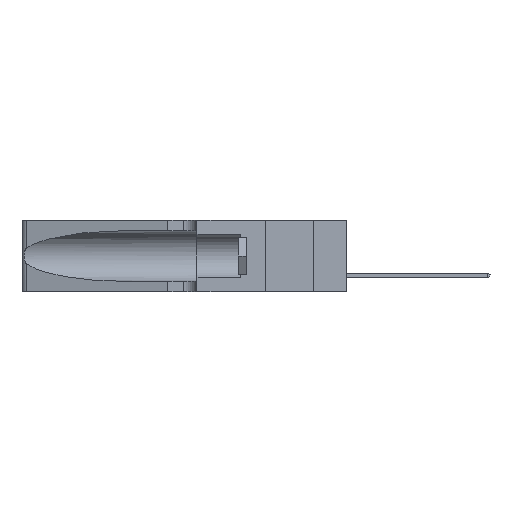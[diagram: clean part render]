
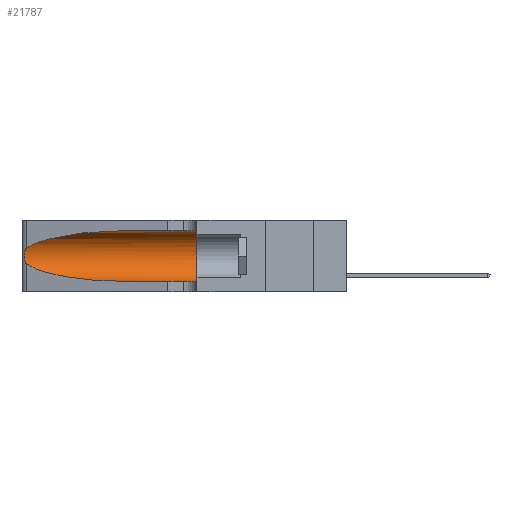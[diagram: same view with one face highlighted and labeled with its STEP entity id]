
A CAD part, left-side view. The second image highlights one B-rep face of the part: STEP entity #21787.
In plain terms, the highlighted cylindrical face has radius 3.308 mm (diameter 6.617 mm), a partial arc.
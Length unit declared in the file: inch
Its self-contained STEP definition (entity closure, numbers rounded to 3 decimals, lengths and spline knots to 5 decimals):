
#98 = FACE_OUTER_BOUND ( 'NONE', #17947, .T. ) ;
#177 = CARTESIAN_POINT ( 'NONE',  ( 0.25487, 1.22718, 0.14631 ) ) ;
#1247 = DIRECTION ( 'NONE',  ( 0., -1., 0. ) ) ;
#1692 = ORIENTED_EDGE ( 'NONE', *, *, #3823, .F. ) ;
#1728 = B_SPLINE_CURVE_WITH_KNOTS ( 'NONE', 3,
 ( #5684, #12852, #9111, #2136, #16429, #7257, #12545, #18214, #21443, #10747, #1895, #7572, #3943, #8956 ),
 .UNSPECIFIED., .F., .F.,
 ( 4, 2, 2, 2, 2, 2, 4 ),
 ( 0., 0.00027, 0.00053, 0.00107, 0.0016, 0.00187, 0.00214 ),
 .UNSPECIFIED. ) ;
#1895 = CARTESIAN_POINT ( 'NONE',  ( 0.25789, 1.23486, 0.15765 ) ) ;
#2136 = CARTESIAN_POINT ( 'NONE',  ( 0.25787, 1.23484, 0.2124 ) ) ;
#2250 = CARTESIAN_POINT ( 'NONE',  ( 0.1305, 0.35, 0.05475 ) ) ;
#2430 = CARTESIAN_POINT ( 'NONE',  ( 0.1305, 0.35, 0.185 ) ) ;
#2935 = CYLINDRICAL_SURFACE ( 'NONE', #9741, 0.13025 ) ;
#3765 = DIRECTION ( 'NONE',  ( 0., -1., 0. ) ) ;
#3823 = EDGE_CURVE ( 'NONE', #13478, #14223, #16180, .T. ) ;
#3943 = CARTESIAN_POINT ( 'NONE',  ( 0.25555, 1.22993, 0.14849 ) ) ;
#3993 = DIRECTION ( 'NONE',  ( 0., 0., -1. ) ) ;
#4096 = EDGE_CURVE ( 'NONE', #14223, #22767, #11731, .T. ) ;
#4160 = DIRECTION ( 'NONE',  ( 0., 1., 0. ) ) ;
#4380 = ORIENTED_EDGE ( 'NONE', *, *, #21045, .T. ) ;
#4652 = CARTESIAN_POINT ( 'NONE',  ( 0.18966, 0.96281, 0.31525 ) ) ;
#4887 = LINE ( 'NONE', #10010, #22508 ) ;
#4898 = VERTEX_POINT ( 'NONE', #20992 ) ;
#5045 = CARTESIAN_POINT ( 'NONE',  ( 0.18966, 0.96281, 0.05475 ) ) ;
#5684 = CARTESIAN_POINT ( 'NONE',  ( 0.25487, 1.22718, 0.22369 ) ) ;
#7068 = CARTESIAN_POINT ( 'NONE',  ( 0.25487, 1.22718, 0.22369 ) ) ;
#7257 = CARTESIAN_POINT ( 'NONE',  ( 0.26018, 1.23835, 0.19895 ) ) ;
#7572 = CARTESIAN_POINT ( 'NONE',  ( 0.25639, 1.23186, 0.15144 ) ) ;
#8027 = CARTESIAN_POINT ( 'NONE',  ( 0.1305, 1.61858, 0.31525 ) ) ;
#8956 = CARTESIAN_POINT ( 'NONE',  ( 0.25487, 1.22718, 0.14631 ) ) ;
#9111 = CARTESIAN_POINT ( 'NONE',  ( 0.25639, 1.23184, 0.21858 ) ) ;
#9733 = CARTESIAN_POINT ( 'NONE',  ( 0.2373, 1.15595, 0.28018 ) ) ;
#9741 = AXIS2_PLACEMENT_3D ( 'NONE', #11034, #3765, #3993 ) ;
#10010 = CARTESIAN_POINT ( 'NONE',  ( 0.1305, 1.61858, 0.05475 ) ) ;
#10053 = VECTOR ( 'NONE', #22302, 39.37008 ) ;
#10360 =( BOUNDED_CURVE ( )  B_SPLINE_CURVE ( 3, ( #177, #15720, #5045, #19296 ),
 .UNSPECIFIED., .F., .T. ) 
 B_SPLINE_CURVE_WITH_KNOTS ( ( 4, 4 ),
 ( 3.44316, 4.71239 ),
 .UNSPECIFIED. ) 
 CURVE ( )  GEOMETRIC_REPRESENTATION_ITEM ( )  RATIONAL_B_SPLINE_CURVE ( ( 1., 0.87, 0.87, 1. ) ) 
 REPRESENTATION_ITEM ( '' )  );
#10719 = CARTESIAN_POINT ( 'NONE',  ( 0.25487, 1.22718, 0.14631 ) ) ;
#10747 = CARTESIAN_POINT ( 'NONE',  ( 0.25856, 1.23593, 0.16098 ) ) ;
#11034 = CARTESIAN_POINT ( 'NONE',  ( 0.1305, 1.61858, 0.185 ) ) ;
#11173 = EDGE_CURVE ( 'NONE', #13478, #16543, #14502, .T. ) ;
#11731 = CIRCLE ( 'NONE', #18806, 0.13025 ) ;
#11826 = EDGE_CURVE ( 'NONE', #19865, #4898, #10360, .T. ) ;
#11833 = ORIENTED_EDGE ( 'NONE', *, *, #11173, .T. ) ;
#12043 = CARTESIAN_POINT ( 'NONE',  ( 0.1305, 0.35, 0.31525 ) ) ;
#12545 = CARTESIAN_POINT ( 'NONE',  ( 0.26075, 1.23896, 0.19203 ) ) ;
#12852 = CARTESIAN_POINT ( 'NONE',  ( 0.25555, 1.22994, 0.2215 ) ) ;
#13478 = VERTEX_POINT ( 'NONE', #17153 ) ;
#14223 = VERTEX_POINT ( 'NONE', #12043 ) ;
#14502 =( BOUNDED_CURVE ( )  B_SPLINE_CURVE ( 3, ( #17065, #4652, #9733, #22238 ),
 .UNSPECIFIED., .F., .F. ) 
 B_SPLINE_CURVE_WITH_KNOTS ( ( 4, 4 ),
 ( 1.5708, 2.84003 ),
 .UNSPECIFIED. ) 
 CURVE ( )  GEOMETRIC_REPRESENTATION_ITEM ( )  RATIONAL_B_SPLINE_CURVE ( ( 1., 0.87, 0.87, 1. ) ) 
 REPRESENTATION_ITEM ( '' )  );
#15720 = CARTESIAN_POINT ( 'NONE',  ( 0.2373, 1.15595, 0.08982 ) ) ;
#15869 = EDGE_CURVE ( 'NONE', #4898, #22767, #4887, .T. ) ;
#16180 = LINE ( 'NONE', #8027, #10053 ) ;
#16429 = CARTESIAN_POINT ( 'NONE',  ( 0.25854, 1.2359, 0.20912 ) ) ;
#16543 = VERTEX_POINT ( 'NONE', #7068 ) ;
#17065 = CARTESIAN_POINT ( 'NONE',  ( 0.1305, 0.72297, 0.31525 ) ) ;
#17153 = CARTESIAN_POINT ( 'NONE',  ( 0.1305, 0.72297, 0.31525 ) ) ;
#17166 = ORIENTED_EDGE ( 'NONE', *, *, #4096, .F. ) ;
#17947 = EDGE_LOOP ( 'NONE', ( #11833, #4380, #18053, #18085, #17166, #1692 ) ) ;
#18053 = ORIENTED_EDGE ( 'NONE', *, *, #11826, .T. ) ;
#18085 = ORIENTED_EDGE ( 'NONE', *, *, #15869, .T. ) ;
#18192 = DIRECTION ( 'NONE',  ( 0., 0., 1. ) ) ;
#18214 = CARTESIAN_POINT ( 'NONE',  ( 0.26075, 1.23896, 0.178 ) ) ;
#18806 = AXIS2_PLACEMENT_3D ( 'NONE', #2430, #4160, #18192 ) ;
#19296 = CARTESIAN_POINT ( 'NONE',  ( 0.1305, 0.72297, 0.05475 ) ) ;
#19865 = VERTEX_POINT ( 'NONE', #10719 ) ;
#20992 = CARTESIAN_POINT ( 'NONE',  ( 0.1305, 0.72297, 0.05475 ) ) ;
#21045 = EDGE_CURVE ( 'NONE', #16543, #19865, #1728, .T. ) ;
#21443 = CARTESIAN_POINT ( 'NONE',  ( 0.26017, 1.23833, 0.17102 ) ) ;
#21787 = ADVANCED_FACE ( 'NONE', ( #98 ), #2935, .F. ) ;
#22238 = CARTESIAN_POINT ( 'NONE',  ( 0.25487, 1.22718, 0.22369 ) ) ;
#22302 = DIRECTION ( 'NONE',  ( 0., -1., 0. ) ) ;
#22508 = VECTOR ( 'NONE', #1247, 39.37008 ) ;
#22767 = VERTEX_POINT ( 'NONE', #2250 ) ;
